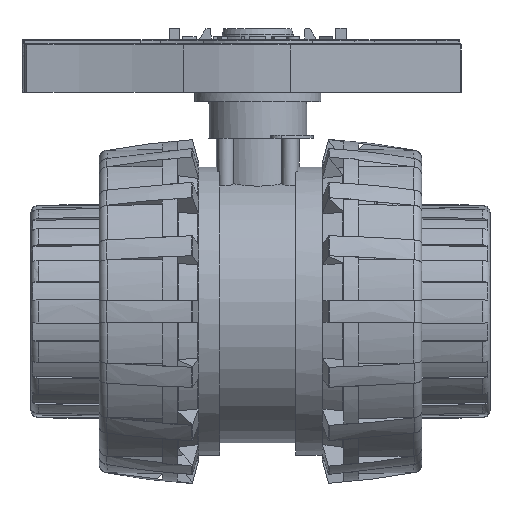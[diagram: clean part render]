
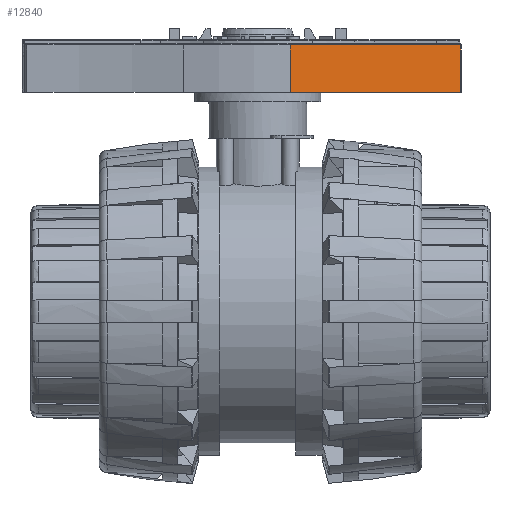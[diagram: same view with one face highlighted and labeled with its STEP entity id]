
A CAD part, front view. The second image highlights one B-rep face of the part: STEP entity #12840.
In plain terms, the highlighted face is planar.
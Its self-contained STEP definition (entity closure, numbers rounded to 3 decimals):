
#1435=LINE($,#23938,#2261);
#1527=LINE($,#25421,#2353);
#1535=LINE($,#25461,#2361);
#1536=LINE($,#25462,#2362);
#2261=VECTOR($,#16453,29.);
#2353=VECTOR($,#16785,105.924);
#2361=VECTOR($,#16823,29.);
#2362=VECTOR($,#16824,105.924);
#3291=FACE_OUTER_BOUND($,#4077,.T.);
#4077=EDGE_LOOP($,(#10920,#10921,#10922,#10923));
#5755=VERTEX_POINT($,#23935);
#5756=VERTEX_POINT($,#23937);
#5929=VERTEX_POINT($,#25419);
#5936=VERTEX_POINT($,#25460);
#7435=EDGE_CURVE($,#5756,#5755,#1435,.T.);
#7659=EDGE_CURVE($,#5929,#5755,#1527,.T.);
#7674=EDGE_CURVE($,#5936,#5929,#1535,.T.);
#7675=EDGE_CURVE($,#5936,#5756,#1536,.T.);
#10920=ORIENTED_EDGE($,*,*,#7659,.F.);
#10921=ORIENTED_EDGE($,*,*,#7674,.F.);
#10922=ORIENTED_EDGE($,*,*,#7675,.T.);
#10923=ORIENTED_EDGE($,*,*,#7435,.T.);
#12210=PLANE($,#14066);
#12840=ADVANCED_FACE($,(#3291),#12210,.T.);
#14066=AXIS2_PLACEMENT_3D($,#25459,#16821,#16822);
#16453=DIRECTION($,(0.,0.,1.));
#16785=DIRECTION($,(0.134,-0.991,0.));
#16821=DIRECTION('center_axis',(-0.991,-0.134,0.));
#16822=DIRECTION('ref_axis',(0.,0.,1.));
#16823=DIRECTION($,(0.,0.,1.));
#16824=DIRECTION($,(0.134,-0.991,0.));
#23935=CARTESIAN_POINT('',(-17.672,-124.547,29.));
#23937=CARTESIAN_POINT('',(-17.672,-124.547,0.));
#23938=CARTESIAN_POINT($,(-17.672,-124.547,0.));
#25419=CARTESIAN_POINT('',(-31.854,-19.577,29.));
#25421=CARTESIAN_POINT($,(-31.854,-19.577,29.));
#25459=CARTESIAN_POINT('Origin',(-17.672,-124.547,0.));
#25460=CARTESIAN_POINT('',(-31.854,-19.577,0.));
#25461=CARTESIAN_POINT($,(-31.854,-19.577,0.));
#25462=CARTESIAN_POINT($,(-31.854,-19.577,0.));
